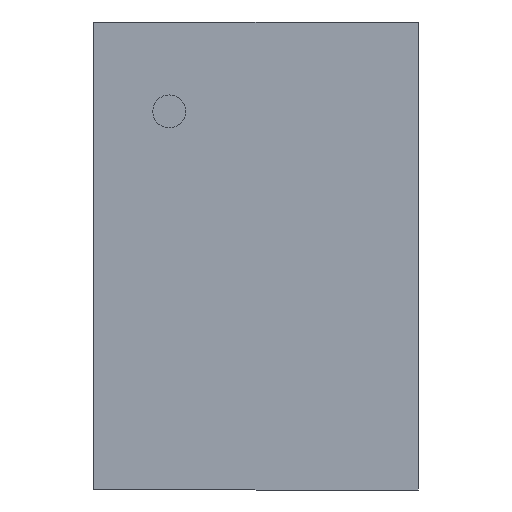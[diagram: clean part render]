
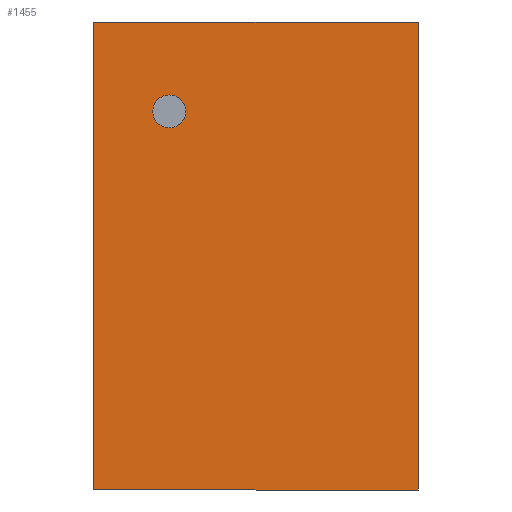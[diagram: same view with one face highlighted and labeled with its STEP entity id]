
A CAD part, front view. The second image highlights one B-rep face of the part: STEP entity #1455.
In plain terms, the highlighted planar face has unit normal (0, -1, 0).
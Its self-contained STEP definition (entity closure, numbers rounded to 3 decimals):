
#14 = CARTESIAN_POINT ( 'NONE',  ( -0.315, 0., 0.525 ) ) ;
#116 = LINE ( 'NONE', #1516, #1870 ) ;
#137 = VERTEX_POINT ( 'NONE', #2123 ) ;
#173 = DIRECTION ( 'NONE',  ( 0., 0., -1. ) ) ;
#248 = VERTEX_POINT ( 'NONE', #1518 ) ;
#253 = CARTESIAN_POINT ( 'NONE',  ( 0.59, 0., 0.85 ) ) ;
#283 = FACE_OUTER_BOUND ( 'NONE', #756, .T. ) ;
#364 = DIRECTION ( 'NONE',  ( 0., 0., -1. ) ) ;
#406 = CARTESIAN_POINT ( 'NONE',  ( 0.59, 0., -0.85 ) ) ;
#444 = CARTESIAN_POINT ( 'NONE',  ( -0.59, 0., -0.85 ) ) ;
#445 = DIRECTION ( 'NONE',  ( 0., 1., 0. ) ) ;
#465 = PLANE ( 'NONE',  #2165 ) ;
#472 = DIRECTION ( 'NONE',  ( 0., -1., 0. ) ) ;
#506 = CARTESIAN_POINT ( 'NONE',  ( -0.59, 0., 0.85 ) ) ;
#518 = VECTOR ( 'NONE', #1080, 1000. ) ;
#586 = ORIENTED_EDGE ( 'NONE', *, *, #592, .F. ) ;
#592 = EDGE_CURVE ( 'NONE', #248, #672, #740, .T. ) ;
#615 = CARTESIAN_POINT ( 'NONE',  ( 0., 0., 0. ) ) ;
#628 = ORIENTED_EDGE ( 'NONE', *, *, #894, .F. ) ;
#672 = VERTEX_POINT ( 'NONE', #444 ) ;
#740 = LINE ( 'NONE', #406, #518 ) ;
#756 = EDGE_LOOP ( 'NONE', ( #628, #586, #1498, #815 ) ) ;
#815 = ORIENTED_EDGE ( 'NONE', *, *, #1661, .F. ) ;
#857 = CIRCLE ( 'NONE', #2194, 0.06 ) ;
#894 = EDGE_CURVE ( 'NONE', #672, #137, #2087, .T. ) ;
#939 = EDGE_CURVE ( 'NONE', #2199, #248, #116, .T. ) ;
#1009 = DIRECTION ( 'NONE',  ( 0., -1., 0. ) ) ;
#1080 = DIRECTION ( 'NONE',  ( -1., 0., 0. ) ) ;
#1140 = CIRCLE ( 'NONE', #1314, 0.06 ) ;
#1144 = DIRECTION ( 'NONE',  ( 0., 0., 1. ) ) ;
#1147 = CARTESIAN_POINT ( 'NONE',  ( -0.315, 0., 0.465 ) ) ;
#1159 = DIRECTION ( 'NONE',  ( 0., 0., -1. ) ) ;
#1209 = CARTESIAN_POINT ( 'NONE',  ( 0.59, 0., 0.85 ) ) ;
#1252 = EDGE_CURVE ( 'NONE', #1793, #2104, #1140, .T. ) ;
#1264 = EDGE_LOOP ( 'NONE', ( #1727, #1666 ) ) ;
#1314 = AXIS2_PLACEMENT_3D ( 'NONE', #1829, #1009, #1159 ) ;
#1350 = VECTOR ( 'NONE', #1859, 1000. ) ;
#1367 = DIRECTION ( 'NONE',  ( 1., 0., 0. ) ) ;
#1455 = ADVANCED_FACE ( 'NONE', ( #1974, #283 ), #465, .F. ) ;
#1462 = VECTOR ( 'NONE', #1367, 1000. ) ;
#1498 = ORIENTED_EDGE ( 'NONE', *, *, #939, .F. ) ;
#1516 = CARTESIAN_POINT ( 'NONE',  ( 0.59, 0., 0.85 ) ) ;
#1518 = CARTESIAN_POINT ( 'NONE',  ( 0.59, 0., -0.85 ) ) ;
#1616 = EDGE_CURVE ( 'NONE', #2104, #1793, #857, .T. ) ;
#1661 = EDGE_CURVE ( 'NONE', #137, #2199, #2071, .T. ) ;
#1666 = ORIENTED_EDGE ( 'NONE', *, *, #1616, .F. ) ;
#1727 = ORIENTED_EDGE ( 'NONE', *, *, #1252, .F. ) ;
#1793 = VERTEX_POINT ( 'NONE', #1147 ) ;
#1829 = CARTESIAN_POINT ( 'NONE',  ( -0.315, 0., 0.525 ) ) ;
#1859 = DIRECTION ( 'NONE',  ( 0., 0., 1. ) ) ;
#1870 = VECTOR ( 'NONE', #364, 1000. ) ;
#1974 = FACE_BOUND ( 'NONE', #1264, .T. ) ;
#2071 = LINE ( 'NONE', #1209, #1462 ) ;
#2073 = CARTESIAN_POINT ( 'NONE',  ( -0.315, 0., 0.585 ) ) ;
#2087 = LINE ( 'NONE', #506, #1350 ) ;
#2104 = VERTEX_POINT ( 'NONE', #2073 ) ;
#2123 = CARTESIAN_POINT ( 'NONE',  ( -0.59, 0., 0.85 ) ) ;
#2165 = AXIS2_PLACEMENT_3D ( 'NONE', #615, #445, #1144 ) ;
#2194 = AXIS2_PLACEMENT_3D ( 'NONE', #14, #472, #173 ) ;
#2199 = VERTEX_POINT ( 'NONE', #253 ) ;
